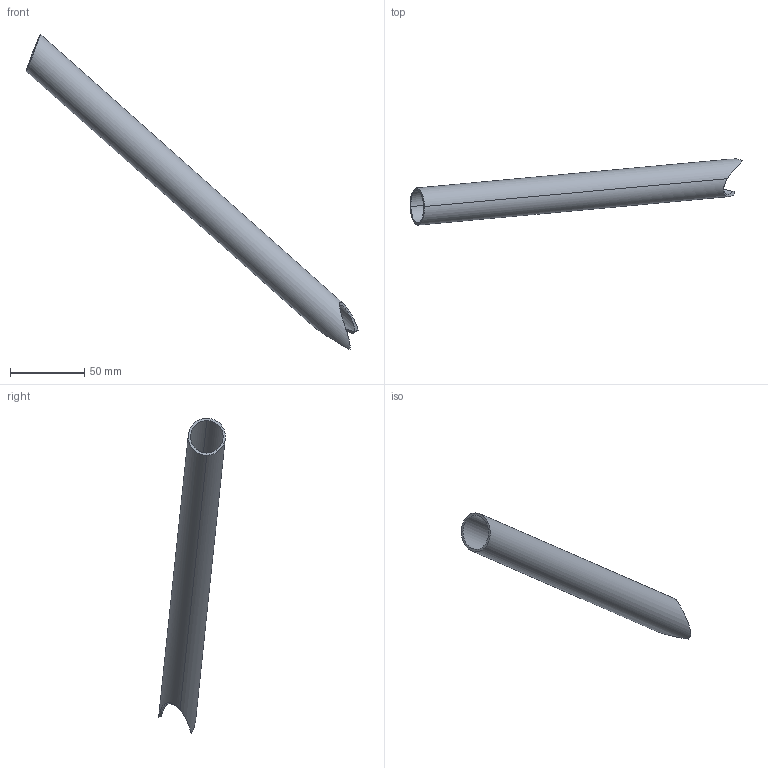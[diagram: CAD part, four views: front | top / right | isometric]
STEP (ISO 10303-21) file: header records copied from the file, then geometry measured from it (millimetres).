
FILE_DESCRIPTION(('STEP AP214'),'1');
FILE_NAME('34.stp','2018-02-08T15:05:37',(' '),(' '),'Spatial InterOp 3D',' ',' ');
FILE_SCHEMA(('automotive_design'));
Length unit declared in the file: metre
Products named in the file (2): 34; Component1
Assembly tree (1 placements, depth 2):
  34
    Component1
Bounding box: 223.33 x 44.92 x 212.18 mm (x, y, z)
Volume: 30353.6 mm3; surface area: 40839.2 mm2
Topology: 1 solids, 1 shells, 10 faces, 32 edges, 23 vertices
Faces by surface type: cylinder 9, plane 1
Entity records: 761 total; most frequent: CARTESIAN_POINT 352, ORIENTED_EDGE 64, DIRECTION 54, EDGE_CURVE 32, AXIS2_PLACEMENT_3D 24, VERTEX_POINT 23, B_SPLINE_CURVE_WITH_KNOTS 14, ELLIPSE 12
